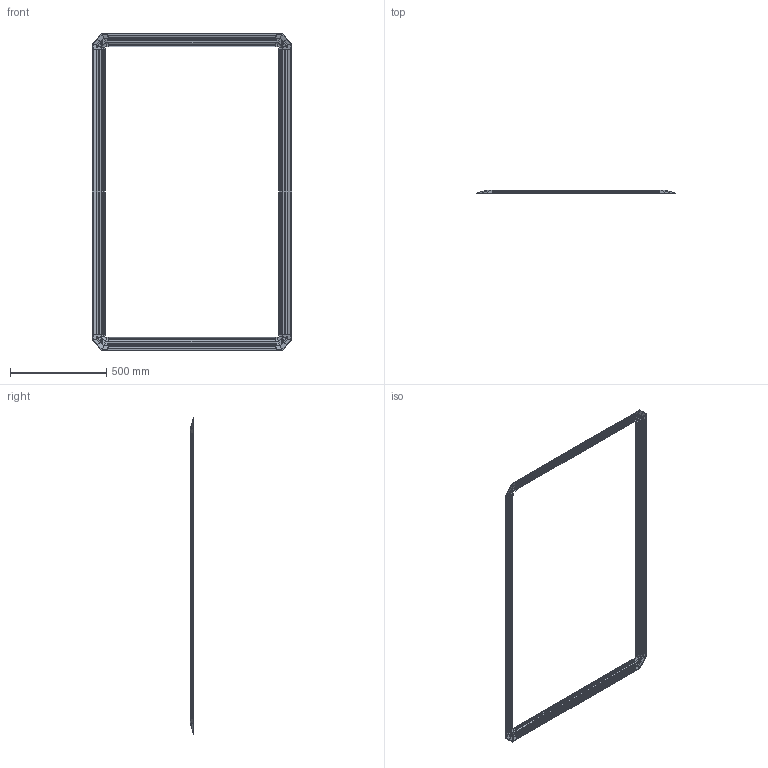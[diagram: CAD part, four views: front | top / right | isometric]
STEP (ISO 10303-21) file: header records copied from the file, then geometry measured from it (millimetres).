
FILE_DESCRIPTION (( 'STEP AP214' ), '1' );
FILE_NAME ('2010-0085.STEP', '2019-08-07T10:34:21', ( '' ), ( '' ), 'SwSTEP 2.0', 'SolidWorks 2018', '' );
FILE_SCHEMA (( 'AUTOMOTIVE_DESIGN' ));
Length unit declared in the file: inch
Products named in the file (1): 2010-0085
Bounding box: 1038.4 x 17.8 x 1648 mm (x, y, z)
Volume: 1461772.1 mm3; surface area: 1137390.6 mm2
Topology: 1 solids, 1 shells, 2109 faces, 5312 edges, 3232 vertices
Faces by surface type: plane 1613, cylinder 440, sphere 48, bspline 8
Full cylindrical faces by diameter (mm): 5 x4, 9.8 x4
Entity records: 89479 total; most frequent: CARTESIAN_POINT 11782, ORIENTED_EDGE 10536, DIRECTION 10488, EDGE_CURVE 5268, VECTOR 3692, LINE 3692, AXIS2_PLACEMENT_3D 3398, VERTEX_POINT 3216
